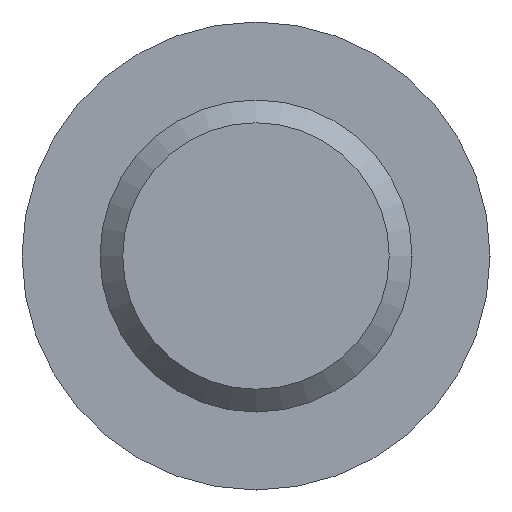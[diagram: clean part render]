
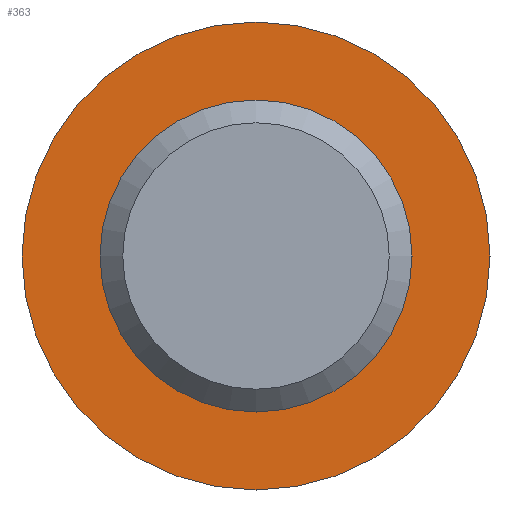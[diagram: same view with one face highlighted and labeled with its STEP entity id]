
A CAD part, front view. The second image highlights one B-rep face of the part: STEP entity #363.
In plain terms, the highlighted planar face has unit normal (0, -1, 0).
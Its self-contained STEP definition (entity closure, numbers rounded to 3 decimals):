
#17 = FACE_OUTER_BOUND ( 'NONE', #292, .T. ) ;
#58 = PLANE ( 'NONE',  #452 ) ;
#68 = CARTESIAN_POINT ( 'NONE',  ( 0., 18., 0. ) ) ;
#92 = EDGE_CURVE ( 'NONE', #100, #100, #341, .T. ) ;
#100 = VERTEX_POINT ( 'NONE', #146 ) ;
#139 = AXIS2_PLACEMENT_3D ( 'NONE', #68, #393, #443 ) ;
#142 = CARTESIAN_POINT ( 'NONE',  ( -6., 18., 0. ) ) ;
#146 = CARTESIAN_POINT ( 'NONE',  ( 0., 18., -9. ) ) ;
#210 = ORIENTED_EDGE ( 'NONE', *, *, #536, .F. ) ;
#221 = DIRECTION ( 'NONE',  ( 0., 1., 0. ) ) ;
#228 = DIRECTION ( 'NONE',  ( 0., -1., 0. ) ) ;
#235 = VERTEX_POINT ( 'NONE', #394 ) ;
#264 = DIRECTION ( 'NONE',  ( 0., 0., 1. ) ) ;
#292 = EDGE_LOOP ( 'NONE', ( #484 ) ) ;
#296 = EDGE_LOOP ( 'NONE', ( #210 ) ) ;
#304 = DIRECTION ( 'NONE',  ( 0., 0., -1. ) ) ;
#341 = CIRCLE ( 'NONE', #139, 9. ) ;
#342 = CARTESIAN_POINT ( 'NONE',  ( 0., 18., 0. ) ) ;
#363 = ADVANCED_FACE ( 'NONE', ( #389, #17 ), #58, .F. ) ;
#384 = AXIS2_PLACEMENT_3D ( 'NONE', #342, #228, #304 ) ;
#389 = FACE_BOUND ( 'NONE', #296, .T. ) ;
#393 = DIRECTION ( 'NONE',  ( 0., -1., 0. ) ) ;
#394 = CARTESIAN_POINT ( 'NONE',  ( 0., 18., -6. ) ) ;
#443 = DIRECTION ( 'NONE',  ( 0., 0., -1. ) ) ;
#452 = AXIS2_PLACEMENT_3D ( 'NONE', #142, #221, #264 ) ;
#484 = ORIENTED_EDGE ( 'NONE', *, *, #92, .T. ) ;
#536 = EDGE_CURVE ( 'NONE', #235, #235, #539, .T. ) ;
#539 = CIRCLE ( 'NONE', #384, 6. ) ;
